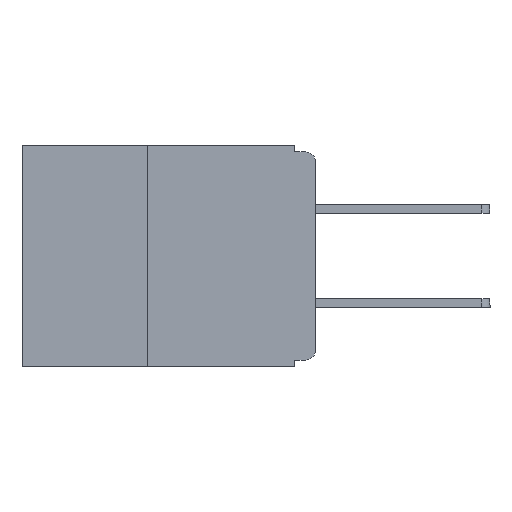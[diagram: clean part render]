
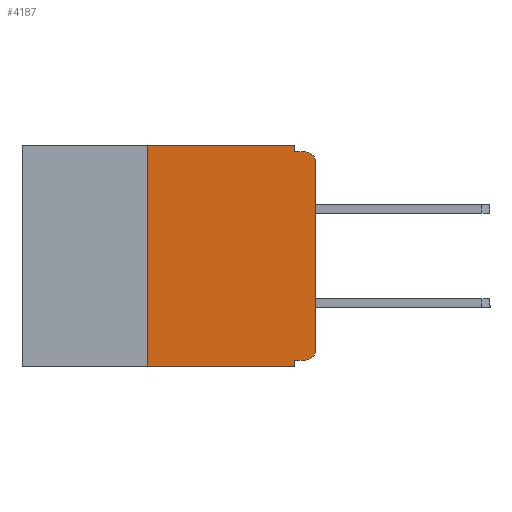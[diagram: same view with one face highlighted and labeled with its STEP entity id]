
A CAD part, left-side view. The second image highlights one B-rep face of the part: STEP entity #4187.
In plain terms, the highlighted planar face has unit normal (-1, 0, 0).
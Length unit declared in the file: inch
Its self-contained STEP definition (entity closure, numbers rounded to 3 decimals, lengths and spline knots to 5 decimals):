
#48 = CARTESIAN_POINT ( 'NONE',  ( 0., 0.031, -0.01 ) ) ;
#321 = DIRECTION ( 'NONE',  ( 0., 0., -1. ) ) ;
#367 = DIRECTION ( 'NONE',  ( -1., 0., 0. ) ) ;
#369 = CARTESIAN_POINT ( 'NONE',  ( 0., 0.015, -0.025 ) ) ;
#392 = VECTOR ( 'NONE', #10138, 39.37008 ) ;
#609 = ORIENTED_EDGE ( 'NONE', *, *, #8394, .T. ) ;
#641 = ORIENTED_EDGE ( 'NONE', *, *, #2789, .T. ) ;
#771 = ORIENTED_EDGE ( 'NONE', *, *, #11047, .F. ) ;
#856 = ORIENTED_EDGE ( 'NONE', *, *, #6267, .F. ) ;
#932 = ORIENTED_EDGE ( 'NONE', *, *, #8543, .F. ) ;
#991 = ORIENTED_EDGE ( 'NONE', *, *, #2919, .F. ) ;
#1051 = ORIENTED_EDGE ( 'NONE', *, *, #1951, .T. ) ;
#1069 = ORIENTED_EDGE ( 'NONE', *, *, #9828, .F. ) ;
#1128 = ORIENTED_EDGE ( 'NONE', *, *, #2890, .F. ) ;
#1144 = ORIENTED_EDGE ( 'NONE', *, *, #4083, .T. ) ;
#1187 = VERTEX_POINT ( 'NONE', #3489 ) ;
#1407 = FACE_OUTER_BOUND ( 'NONE', #6918, .T. ) ;
#1552 = VERTEX_POINT ( 'NONE', #4356 ) ;
#1616 = DIRECTION ( 'NONE',  ( 0., -1., 0. ) ) ;
#1830 = LINE ( 'NONE', #11026, #392 ) ;
#1917 = CIRCLE ( 'NONE', #10111, 0.015 ) ;
#1951 = EDGE_CURVE ( 'NONE', #7678, #9076, #2593, .T. ) ;
#2008 = DIRECTION ( 'NONE',  ( 0., 1., 0. ) ) ;
#2110 = CARTESIAN_POINT ( 'NONE',  ( 0., 0.437, -0.33 ) ) ;
#2258 = VERTEX_POINT ( 'NONE', #8903 ) ;
#2299 = VECTOR ( 'NONE', #11913, 39.37008 ) ;
#2483 = LINE ( 'NONE', #11549, #2299 ) ;
#2514 = VECTOR ( 'NONE', #1616, 39.37008 ) ;
#2593 = LINE ( 'NONE', #2110, #2514 ) ;
#2789 = EDGE_CURVE ( 'NONE', #4618, #8399, #12119, .T. ) ;
#2862 = CARTESIAN_POINT ( 'NONE',  ( 0., 0., -0.32 ) ) ;
#2890 = EDGE_CURVE ( 'NONE', #9481, #1552, #9206, .T. ) ;
#2919 = EDGE_CURVE ( 'NONE', #7678, #2258, #8820, .T. ) ;
#2930 = CARTESIAN_POINT ( 'NONE',  ( 0., 0.015, -0.32 ) ) ;
#3489 = CARTESIAN_POINT ( 'NONE',  ( 0., 0.031, 0. ) ) ;
#4083 = EDGE_CURVE ( 'NONE', #9481, #6516, #1917, .T. ) ;
#4187 = ADVANCED_FACE ( 'NONE', ( #1407 ), #9518, .F. ) ;
#4356 = CARTESIAN_POINT ( 'NONE',  ( 0., 0.031, -0.32 ) ) ;
#4618 = VERTEX_POINT ( 'NONE', #8170 ) ;
#5327 = VECTOR ( 'NONE', #9134, 39.37008 ) ;
#5355 = VERTEX_POINT ( 'NONE', #48 ) ;
#5670 = LINE ( 'NONE', #8916, #5327 ) ;
#5709 = VECTOR ( 'NONE', #12943, 39.37008 ) ;
#6267 = EDGE_CURVE ( 'NONE', #1187, #5355, #12431, .T. ) ;
#6516 = VERTEX_POINT ( 'NONE', #11102 ) ;
#6918 = EDGE_LOOP ( 'NONE', ( #609, #641, #771, #856, #932, #991, #1051, #1069, #1128, #1144 ) ) ;
#7678 = VERTEX_POINT ( 'NONE', #12409 ) ;
#8170 = CARTESIAN_POINT ( 'NONE',  ( 0., 0., -0.025 ) ) ;
#8394 = EDGE_CURVE ( 'NONE', #6516, #4618, #10393, .T. ) ;
#8399 = VERTEX_POINT ( 'NONE', #12907 ) ;
#8543 = EDGE_CURVE ( 'NONE', #2258, #1187, #1830, .T. ) ;
#8787 = VECTOR ( 'NONE', #11651, 39.37008 ) ;
#8820 = LINE ( 'NONE', #9608, #8787 ) ;
#8903 = CARTESIAN_POINT ( 'NONE',  ( 0., 0.25, 0. ) ) ;
#8916 = CARTESIAN_POINT ( 'NONE',  ( 0., 0., -0.01 ) ) ;
#9072 = DIRECTION ( 'NONE',  ( 0., 0., -1. ) ) ;
#9076 = VERTEX_POINT ( 'NONE', #13242 ) ;
#9084 = DIRECTION ( 'NONE',  ( 1., 0., 0. ) ) ;
#9134 = DIRECTION ( 'NONE',  ( 0., -1., 0. ) ) ;
#9206 = LINE ( 'NONE', #2862, #9358 ) ;
#9251 = CARTESIAN_POINT ( 'NONE',  ( 0., 0.437, 0. ) ) ;
#9358 = VECTOR ( 'NONE', #2008, 39.37008 ) ;
#9458 = AXIS2_PLACEMENT_3D ( 'NONE', #9251, #9084, #9072 ) ;
#9481 = VERTEX_POINT ( 'NONE', #2930 ) ;
#9518 = PLANE ( 'NONE',  #9458 ) ;
#9608 = CARTESIAN_POINT ( 'NONE',  ( 0., 0.25, -0.33 ) ) ;
#9828 = EDGE_CURVE ( 'NONE', #1552, #9076, #2483, .T. ) ;
#10111 = AXIS2_PLACEMENT_3D ( 'NONE', #11372, #11245, #11243 ) ;
#10138 = DIRECTION ( 'NONE',  ( 0., -1., 0. ) ) ;
#10393 = LINE ( 'NONE', #12961, #5709 ) ;
#11026 = CARTESIAN_POINT ( 'NONE',  ( 0., 0.437, 0. ) ) ;
#11047 = EDGE_CURVE ( 'NONE', #5355, #8399, #5670, .T. ) ;
#11102 = CARTESIAN_POINT ( 'NONE',  ( 0., 0., -0.305 ) ) ;
#11243 = DIRECTION ( 'NONE',  ( 0., 0., -1. ) ) ;
#11245 = DIRECTION ( 'NONE',  ( -1., 0., 0. ) ) ;
#11372 = CARTESIAN_POINT ( 'NONE',  ( 0., 0.015, -0.305 ) ) ;
#11549 = CARTESIAN_POINT ( 'NONE',  ( 0., 0.031, -0.33 ) ) ;
#11651 = DIRECTION ( 'NONE',  ( 0., 0., 1. ) ) ;
#11881 = VECTOR ( 'NONE', #12587, 39.37008 ) ;
#11913 = DIRECTION ( 'NONE',  ( 0., 0., -1. ) ) ;
#12119 = CIRCLE ( 'NONE', #12206, 0.015 ) ;
#12206 = AXIS2_PLACEMENT_3D ( 'NONE', #369, #367, #321 ) ;
#12409 = CARTESIAN_POINT ( 'NONE',  ( 0., 0.25, -0.33 ) ) ;
#12431 = LINE ( 'NONE', #12872, #11881 ) ;
#12587 = DIRECTION ( 'NONE',  ( 0., 0., -1. ) ) ;
#12872 = CARTESIAN_POINT ( 'NONE',  ( 0., 0.031, 0. ) ) ;
#12907 = CARTESIAN_POINT ( 'NONE',  ( 0., 0.015, -0.01 ) ) ;
#12943 = DIRECTION ( 'NONE',  ( 0., 0., 1. ) ) ;
#12961 = CARTESIAN_POINT ( 'NONE',  ( 0., 0., 0. ) ) ;
#13242 = CARTESIAN_POINT ( 'NONE',  ( 0., 0.031, -0.33 ) ) ;
